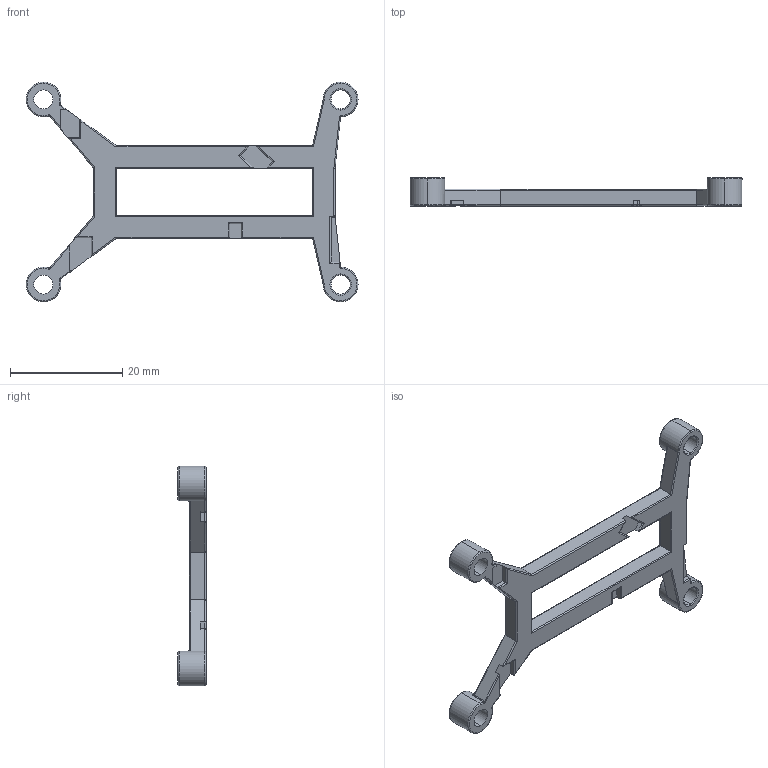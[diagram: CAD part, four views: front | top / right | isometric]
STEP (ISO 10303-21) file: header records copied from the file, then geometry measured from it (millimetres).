
FILE_DESCRIPTION (( 'STEP AP203' ), '1' );
FILE_NAME ('G-board 3d protection v2.0.STEP', '2024-09-20T08:48:59', ( '' ), ( '' ), 'SwSTEP 2.0', 'SolidWorks 2022', '' );
FILE_SCHEMA (( 'CONFIG_CONTROL_DESIGN' ));
Length unit declared in the file: millimetre
Products named in the file (1): G-board 3d protection v2.0
Bounding box: 59.2 x 5 x 39.2 mm (x, y, z)
Volume: 2001.9 mm3; surface area: 2563.7 mm2
Topology: 1 solids, 1 shells, 168 faces, 408 edges, 241 vertices
Faces by surface type: cylinder 79, plane 47, torus 34, bspline 8
Entity records: 5132 total; most frequent: CARTESIAN_POINT 1244, ORIENTED_EDGE 816, DIRECTION 797, EDGE_CURVE 408, AXIS2_PLACEMENT_3D 294, VERTEX_POINT 241, LINE 209, VECTOR 209
